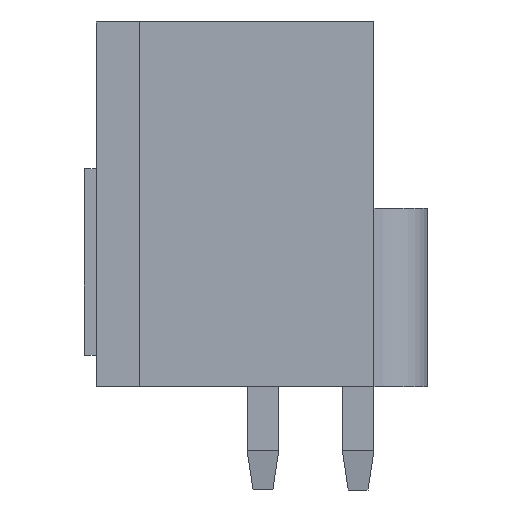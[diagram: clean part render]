
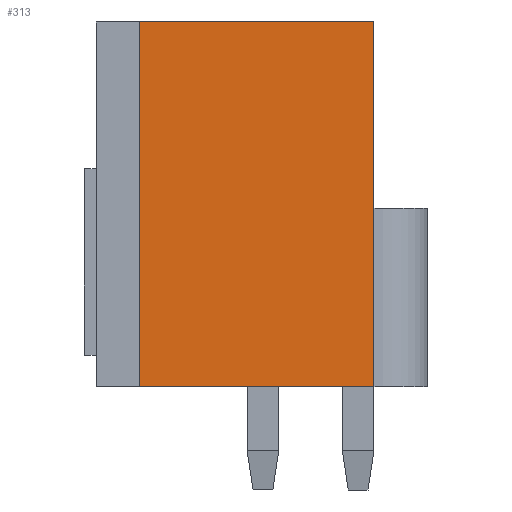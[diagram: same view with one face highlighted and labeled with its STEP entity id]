
A CAD part, left-side view. The second image highlights one B-rep face of the part: STEP entity #313.
In plain terms, the highlighted planar face has unit normal (-1, 0, 0).
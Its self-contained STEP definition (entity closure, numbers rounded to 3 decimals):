
#313 = ADVANCED_FACE( '', ( #690 ), #691, .T. );
#690 = FACE_OUTER_BOUND( '', #1131, .T. );
#691 = PLANE( '', #1132 );
#1131 = EDGE_LOOP( '', ( #1982, #1983, #1984, #1985 ) );
#1132 = AXIS2_PLACEMENT_3D( '', #1986, #1987, #1988 );
#1982 = ORIENTED_EDGE( '', *, *, #2765, .T. );
#1983 = ORIENTED_EDGE( '', *, *, #2695, .T. );
#1984 = ORIENTED_EDGE( '', *, *, #2666, .T. );
#1985 = ORIENTED_EDGE( '', *, *, #2807, .T. );
#1986 = CARTESIAN_POINT( '', ( -4.5, 0., 0. ) );
#1987 = DIRECTION( '', ( -1., 0., 0. ) );
#1988 = DIRECTION( '', ( 0., 0., 1. ) );
#2666 = EDGE_CURVE( '', #3247, #3245, #3248, .T. );
#2695 = EDGE_CURVE( '', #3291, #3247, #3292, .T. );
#2765 = EDGE_CURVE( '', #3390, #3291, #3391, .T. );
#2807 = EDGE_CURVE( '', #3245, #3390, #3449, .T. );
#3245 = VERTEX_POINT( '', #4047 );
#3247 = VERTEX_POINT( '', #4050 );
#3248 = LINE( '', #4051, #4052 );
#3291 = VERTEX_POINT( '', #4114 );
#3292 = LINE( '', #4115, #4116 );
#3390 = VERTEX_POINT( '', #4250 );
#3391 = LINE( '', #4251, #4252 );
#3449 = LINE( '', #4339, #4340 );
#4047 = CARTESIAN_POINT( '', ( -4.5, 5.9, 9.2 ) );
#4050 = CARTESIAN_POINT( '', ( -4.5, 0., 9.2 ) );
#4051 = CARTESIAN_POINT( '', ( -4.5, 0., 9.2 ) );
#4052 = VECTOR( '', #4722, 1000. );
#4114 = CARTESIAN_POINT( '', ( -4.5, 0., 0. ) );
#4115 = CARTESIAN_POINT( '', ( -4.5, 0., 0. ) );
#4116 = VECTOR( '', #4748, 1000. );
#4250 = CARTESIAN_POINT( '', ( -4.5, 5.9, 0. ) );
#4251 = CARTESIAN_POINT( '', ( -4.5, 5.9, 0. ) );
#4252 = VECTOR( '', #4818, 1000. );
#4339 = CARTESIAN_POINT( '', ( -4.5, 5.9, 9.2 ) );
#4340 = VECTOR( '', #4848, 1000. );
#4722 = DIRECTION( '', ( 0., 1., 0. ) );
#4748 = DIRECTION( '', ( 0., 0., 1. ) );
#4818 = DIRECTION( '', ( 0., -1., 0. ) );
#4848 = DIRECTION( '', ( 0., 0., -1. ) );
